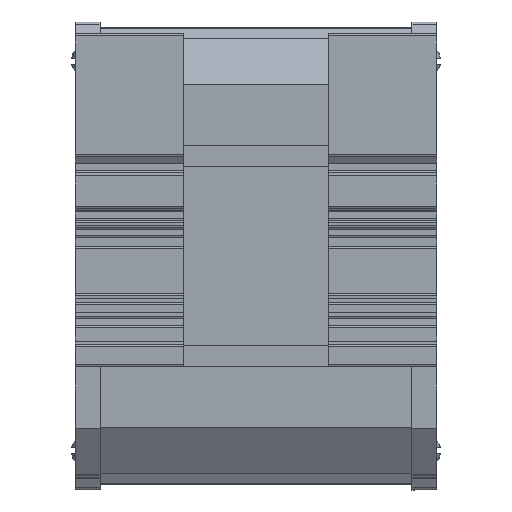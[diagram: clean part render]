
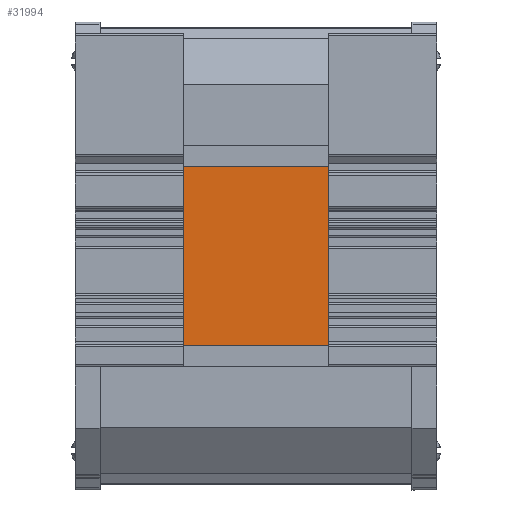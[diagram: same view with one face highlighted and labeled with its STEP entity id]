
A CAD part, front view. The second image highlights one B-rep face of the part: STEP entity #31994.
In plain terms, the highlighted planar face has unit normal (0, -1, 0).
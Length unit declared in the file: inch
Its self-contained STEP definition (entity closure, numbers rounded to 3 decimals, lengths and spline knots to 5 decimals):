
#77 = VECTOR ( 'NONE', #22396, 39.37008 ) ;
#898 = DIRECTION ( 'NONE',  ( 0., 1., 0. ) ) ;
#1517 = LINE ( 'NONE', #31400, #29066 ) ;
#2987 = AXIS2_PLACEMENT_3D ( 'NONE', #16832, #898, #19526 ) ;
#3869 = ORIENTED_EDGE ( 'NONE', *, *, #25819, .F. ) ;
#5422 = CARTESIAN_POINT ( 'NONE',  ( -0.53, -0.65806, 0.65649 ) ) ;
#6999 = LINE ( 'NONE', #12527, #27417 ) ;
#7155 = LINE ( 'NONE', #16916, #77 ) ;
#7246 = VERTEX_POINT ( 'NONE', #11464 ) ;
#8499 = CARTESIAN_POINT ( 'NONE',  ( 0.53, -0.65806, 0.65649 ) ) ;
#11260 = ORIENTED_EDGE ( 'NONE', *, *, #28204, .T. ) ;
#11464 = CARTESIAN_POINT ( 'NONE',  ( -0.53, -0.65806, -0.65649 ) ) ;
#12527 = CARTESIAN_POINT ( 'NONE',  ( 0.53, -0.65806, 0.65649 ) ) ;
#14276 = CARTESIAN_POINT ( 'NONE',  ( -0.53, -0.65806, 0.65649 ) ) ;
#14559 = VERTEX_POINT ( 'NONE', #21362 ) ;
#14766 = VECTOR ( 'NONE', #24166, 39.37008 ) ;
#15207 = DIRECTION ( 'NONE',  ( 0., 0., -1. ) ) ;
#15590 = ORIENTED_EDGE ( 'NONE', *, *, #33171, .F. ) ;
#15604 = DIRECTION ( 'NONE',  ( 1., 0., 0. ) ) ;
#16832 = CARTESIAN_POINT ( 'NONE',  ( -1.14, -0.65806, 0.65649 ) ) ;
#16916 = CARTESIAN_POINT ( 'NONE',  ( -1.14, -0.65806, 0.65649 ) ) ;
#19526 = DIRECTION ( 'NONE',  ( 0., 0., 1. ) ) ;
#21362 = CARTESIAN_POINT ( 'NONE',  ( 0.53, -0.65806, -0.65649 ) ) ;
#22098 = PLANE ( 'NONE',  #2987 ) ;
#22396 = DIRECTION ( 'NONE',  ( 1., 0., 0. ) ) ;
#22510 = ORIENTED_EDGE ( 'NONE', *, *, #34577, .F. ) ;
#23635 = VERTEX_POINT ( 'NONE', #8499 ) ;
#24166 = DIRECTION ( 'NONE',  ( 0., 0., 1. ) ) ;
#25053 = VERTEX_POINT ( 'NONE', #14276 ) ;
#25819 = EDGE_CURVE ( 'NONE', #7246, #25053, #28970, .T. ) ;
#27417 = VECTOR ( 'NONE', #15207, 39.37008 ) ;
#28204 = EDGE_CURVE ( 'NONE', #7246, #14559, #1517, .T. ) ;
#28315 = EDGE_LOOP ( 'NONE', ( #3869, #11260, #15590, #22510 ) ) ;
#28970 = LINE ( 'NONE', #5422, #14766 ) ;
#29066 = VECTOR ( 'NONE', #15604, 39.37008 ) ;
#31400 = CARTESIAN_POINT ( 'NONE',  ( -1.14, -0.65806, -0.65649 ) ) ;
#31994 = ADVANCED_FACE ( 'NONE', ( #33844 ), #22098, .F. ) ;
#33171 = EDGE_CURVE ( 'NONE', #23635, #14559, #6999, .T. ) ;
#33844 = FACE_OUTER_BOUND ( 'NONE', #28315, .T. ) ;
#34577 = EDGE_CURVE ( 'NONE', #25053, #23635, #7155, .T. ) ;
